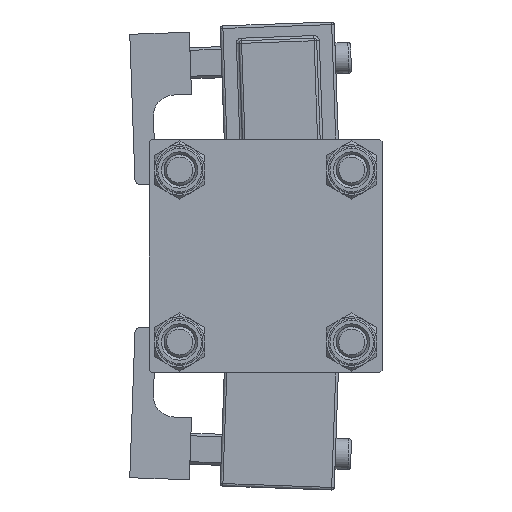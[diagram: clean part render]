
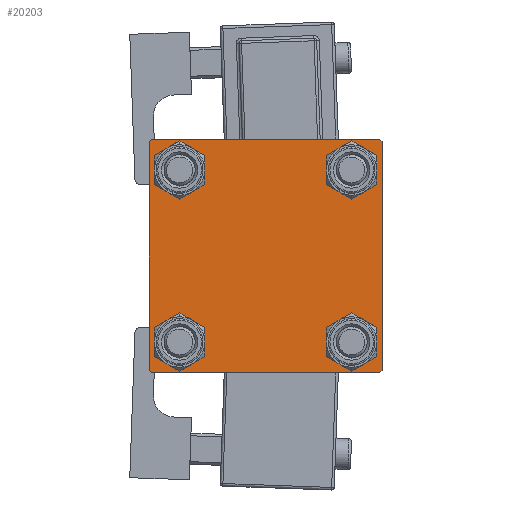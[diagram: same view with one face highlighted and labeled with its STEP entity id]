
A CAD part, left-side view. The second image highlights one B-rep face of the part: STEP entity #20203.
In plain terms, the highlighted planar face has unit normal (-1, 0, 0).
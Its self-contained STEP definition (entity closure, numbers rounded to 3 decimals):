
#496 = CARTESIAN_POINT ( 'NONE',  ( 0., -16.6, -13.1 ) ) ;
#963 = CARTESIAN_POINT ( 'NONE',  ( 0., -16.6, -16.6 ) ) ;
#1106 = EDGE_CURVE ( 'NONE', #30254, #49954, #32479, .T. ) ;
#1124 = FACE_OUTER_BOUND ( 'NONE', #17912, .T. ) ;
#1128 = EDGE_LOOP ( 'NONE', ( #42419, #44730 ) ) ;
#1924 = DIRECTION ( 'NONE',  ( 0., 0., 1. ) ) ;
#2301 = CARTESIAN_POINT ( 'NONE',  ( 0., -22.5, -22. ) ) ;
#2447 = ORIENTED_EDGE ( 'NONE', *, *, #9648, .T. ) ;
#3344 = CARTESIAN_POINT ( 'NONE',  ( 0., 16.6, -16.6 ) ) ;
#4027 = CARTESIAN_POINT ( 'NONE',  ( 0., 22.25, 22.25 ) ) ;
#4129 = VERTEX_POINT ( 'NONE', #40682 ) ;
#4163 = VECTOR ( 'NONE', #10434, 1000. ) ;
#4400 = ORIENTED_EDGE ( 'NONE', *, *, #10865, .F. ) ;
#4636 = FACE_BOUND ( 'NONE', #1128, .T. ) ;
#5990 = DIRECTION ( 'NONE',  ( 0., 0., 1. ) ) ;
#6185 = VERTEX_POINT ( 'NONE', #2301 ) ;
#6235 = CARTESIAN_POINT ( 'NONE',  ( 0., -16.6, -16.6 ) ) ;
#6289 = DIRECTION ( 'NONE',  ( 0., 0., 1. ) ) ;
#6398 = ORIENTED_EDGE ( 'NONE', *, *, #1106, .T. ) ;
#6587 = CARTESIAN_POINT ( 'NONE',  ( 0., 16.6, 20.1 ) ) ;
#6844 = EDGE_CURVE ( 'NONE', #16084, #45699, #21319, .T. ) ;
#8002 = LINE ( 'NONE', #47323, #31600 ) ;
#8250 = DIRECTION ( 'NONE',  ( 0., -0.707, -0.707 ) ) ;
#8396 = DIRECTION ( 'NONE',  ( -1., 0., 0. ) ) ;
#8594 = ORIENTED_EDGE ( 'NONE', *, *, #14918, .T. ) ;
#8612 = CIRCLE ( 'NONE', #48032, 3.5 ) ;
#8897 = EDGE_LOOP ( 'NONE', ( #29780, #8594 ) ) ;
#9648 = EDGE_CURVE ( 'NONE', #25505, #16120, #50204, .T. ) ;
#9676 = ORIENTED_EDGE ( 'NONE', *, *, #11059, .T. ) ;
#10122 = CARTESIAN_POINT ( 'NONE',  ( 0., 22.5, 22.5 ) ) ;
#10197 = ORIENTED_EDGE ( 'NONE', *, *, #37386, .T. ) ;
#10300 = CARTESIAN_POINT ( 'NONE',  ( 0., -16.6, 16.6 ) ) ;
#10308 = DIRECTION ( 'NONE',  ( 0., 0., 1. ) ) ;
#10434 = DIRECTION ( 'NONE',  ( 0., 0., -1. ) ) ;
#10865 = EDGE_CURVE ( 'NONE', #25505, #6185, #43162, .T. ) ;
#11059 = EDGE_CURVE ( 'NONE', #37235, #23409, #8002, .T. ) ;
#11346 = ORIENTED_EDGE ( 'NONE', *, *, #32512, .F. ) ;
#11648 = AXIS2_PLACEMENT_3D ( 'NONE', #3344, #15689, #30546 ) ;
#12263 = DIRECTION ( 'NONE',  ( 0., 0., 1. ) ) ;
#13205 = FACE_BOUND ( 'NONE', #46959, .T. ) ;
#13472 = DIRECTION ( 'NONE',  ( 0., 0., 1. ) ) ;
#13628 = ORIENTED_EDGE ( 'NONE', *, *, #46799, .T. ) ;
#14800 = EDGE_CURVE ( 'NONE', #30030, #25649, #8612, .T. ) ;
#14918 = EDGE_CURVE ( 'NONE', #36250, #36569, #17164, .T. ) ;
#15178 = CIRCLE ( 'NONE', #31464, 3.5 ) ;
#15689 = DIRECTION ( 'NONE',  ( 1., 0., 0. ) ) ;
#15800 = DIRECTION ( 'NONE',  ( 1., 0., 0. ) ) ;
#16032 = LINE ( 'NONE', #45003, #49251 ) ;
#16084 = VERTEX_POINT ( 'NONE', #43447 ) ;
#16120 = VERTEX_POINT ( 'NONE', #32173 ) ;
#17164 = CIRCLE ( 'NONE', #47164, 3.5 ) ;
#17481 = CARTESIAN_POINT ( 'NONE',  ( 0., 0., 0. ) ) ;
#17912 = EDGE_LOOP ( 'NONE', ( #51759, #50428, #9676, #23294, #4400, #2447, #11346, #6398 ) ) ;
#17922 = CARTESIAN_POINT ( 'NONE',  ( 0., 22.5, 22.5 ) ) ;
#18838 = CARTESIAN_POINT ( 'NONE',  ( 0., 16.6, -16.6 ) ) ;
#18969 = CARTESIAN_POINT ( 'NONE',  ( 0., -22.5, 22. ) ) ;
#19677 = VECTOR ( 'NONE', #37604, 1000. ) ;
#20203 = ADVANCED_FACE ( 'NONE', ( #13205, #49164, #29573, #4636, #1124 ), #45143, .T. ) ;
#20390 = DIRECTION ( 'NONE',  ( 0., 0.707, -0.707 ) ) ;
#20836 = DIRECTION ( 'NONE',  ( 1., 0., 0. ) ) ;
#21271 = DIRECTION ( 'NONE',  ( 1., 0., 0. ) ) ;
#21319 = CIRCLE ( 'NONE', #41862, 3.5 ) ;
#21395 = DIRECTION ( 'NONE',  ( 0., -1., 0. ) ) ;
#21916 = AXIS2_PLACEMENT_3D ( 'NONE', #963, #20836, #12263 ) ;
#23238 = CARTESIAN_POINT ( 'NONE',  ( 0., 22.5, 22. ) ) ;
#23294 = ORIENTED_EDGE ( 'NONE', *, *, #36683, .T. ) ;
#23409 = VERTEX_POINT ( 'NONE', #44952 ) ;
#23817 = CARTESIAN_POINT ( 'NONE',  ( 0., 22., 22.5 ) ) ;
#24123 = CARTESIAN_POINT ( 'NONE',  ( 0., 22., -22.5 ) ) ;
#24530 = CIRCLE ( 'NONE', #11648, 3.5 ) ;
#25074 = CARTESIAN_POINT ( 'NONE',  ( 0., 22.5, -22. ) ) ;
#25505 = VERTEX_POINT ( 'NONE', #18969 ) ;
#25649 = VERTEX_POINT ( 'NONE', #6587 ) ;
#26067 = CARTESIAN_POINT ( 'NONE',  ( 0., -22.25, 22.25 ) ) ;
#26254 = VECTOR ( 'NONE', #34319, 1000. ) ;
#26317 = CARTESIAN_POINT ( 'NONE',  ( 0., -16.6, -20.1 ) ) ;
#26495 = DIRECTION ( 'NONE',  ( 0., -1., 0. ) ) ;
#26525 = DIRECTION ( 'NONE',  ( 0., -0.707, 0.707 ) ) ;
#27664 = ORIENTED_EDGE ( 'NONE', *, *, #33171, .T. ) ;
#27959 = EDGE_LOOP ( 'NONE', ( #13628, #27664 ) ) ;
#28185 = EDGE_CURVE ( 'NONE', #49136, #37235, #16032, .T. ) ;
#28660 = CARTESIAN_POINT ( 'NONE',  ( 0., -16.6, 13.1 ) ) ;
#29573 = FACE_BOUND ( 'NONE', #27959, .T. ) ;
#29780 = ORIENTED_EDGE ( 'NONE', *, *, #45854, .T. ) ;
#30018 = DIRECTION ( 'NONE',  ( 1., 0., 0. ) ) ;
#30030 = VERTEX_POINT ( 'NONE', #40548 ) ;
#30254 = VERTEX_POINT ( 'NONE', #23817 ) ;
#30546 = DIRECTION ( 'NONE',  ( 0., 0., 1. ) ) ;
#31404 = EDGE_CURVE ( 'NONE', #49954, #49136, #38058, .T. ) ;
#31464 = AXIS2_PLACEMENT_3D ( 'NONE', #18838, #15800, #5990 ) ;
#31600 = VECTOR ( 'NONE', #21395, 1000. ) ;
#31961 = VECTOR ( 'NONE', #26525, 1000. ) ;
#32173 = CARTESIAN_POINT ( 'NONE',  ( 0., -22., 22.5 ) ) ;
#32479 = LINE ( 'NONE', #4027, #47704 ) ;
#32512 = EDGE_CURVE ( 'NONE', #30254, #16120, #50623, .T. ) ;
#33171 = EDGE_CURVE ( 'NONE', #46111, #4129, #15178, .T. ) ;
#33940 = CARTESIAN_POINT ( 'NONE',  ( 0., -16.6, 16.6 ) ) ;
#34319 = DIRECTION ( 'NONE',  ( 0., 0., -1. ) ) ;
#36250 = VERTEX_POINT ( 'NONE', #26317 ) ;
#36569 = VERTEX_POINT ( 'NONE', #496 ) ;
#36683 = EDGE_CURVE ( 'NONE', #23409, #6185, #51449, .T. ) ;
#37235 = VERTEX_POINT ( 'NONE', #24123 ) ;
#37379 = CIRCLE ( 'NONE', #46837, 3.5 ) ;
#37386 = EDGE_CURVE ( 'NONE', #45699, #16084, #51552, .T. ) ;
#37604 = DIRECTION ( 'NONE',  ( 0., 0.707, 0.707 ) ) ;
#38058 = LINE ( 'NONE', #17922, #26254 ) ;
#38674 = DIRECTION ( 'NONE',  ( 1., 0., 0. ) ) ;
#38725 = ORIENTED_EDGE ( 'NONE', *, *, #6844, .T. ) ;
#39399 = CARTESIAN_POINT ( 'NONE',  ( 0., -22.5, 22.5 ) ) ;
#40355 = CARTESIAN_POINT ( 'NONE',  ( 0., 16.6, -20.1 ) ) ;
#40548 = CARTESIAN_POINT ( 'NONE',  ( 0., 16.6, 13.1 ) ) ;
#40682 = CARTESIAN_POINT ( 'NONE',  ( 0., 16.6, -13.1 ) ) ;
#41862 = AXIS2_PLACEMENT_3D ( 'NONE', #10300, #46778, #6289 ) ;
#42419 = ORIENTED_EDGE ( 'NONE', *, *, #47596, .T. ) ;
#43069 = AXIS2_PLACEMENT_3D ( 'NONE', #17481, #8396, #13472 ) ;
#43162 = LINE ( 'NONE', #39399, #4163 ) ;
#43447 = CARTESIAN_POINT ( 'NONE',  ( 0., -16.6, 20.1 ) ) ;
#44730 = ORIENTED_EDGE ( 'NONE', *, *, #14800, .T. ) ;
#44952 = CARTESIAN_POINT ( 'NONE',  ( 0., -22., -22.5 ) ) ;
#45003 = CARTESIAN_POINT ( 'NONE',  ( 0., 22.25, -22.25 ) ) ;
#45143 = PLANE ( 'NONE',  #43069 ) ;
#45676 = CARTESIAN_POINT ( 'NONE',  ( 0., 16.6, 16.6 ) ) ;
#45699 = VERTEX_POINT ( 'NONE', #28660 ) ;
#45854 = EDGE_CURVE ( 'NONE', #36569, #36250, #48446, .T. ) ;
#46111 = VERTEX_POINT ( 'NONE', #40355 ) ;
#46378 = DIRECTION ( 'NONE',  ( 0., 0., 1. ) ) ;
#46778 = DIRECTION ( 'NONE',  ( 1., 0., 0. ) ) ;
#46799 = EDGE_CURVE ( 'NONE', #4129, #46111, #24530, .T. ) ;
#46837 = AXIS2_PLACEMENT_3D ( 'NONE', #50398, #30018, #46378 ) ;
#46959 = EDGE_LOOP ( 'NONE', ( #38725, #10197 ) ) ;
#47055 = DIRECTION ( 'NONE',  ( 1., 0., 0. ) ) ;
#47164 = AXIS2_PLACEMENT_3D ( 'NONE', #6235, #38674, #1924 ) ;
#47323 = CARTESIAN_POINT ( 'NONE',  ( 0., 22.5, -22.5 ) ) ;
#47596 = EDGE_CURVE ( 'NONE', #25649, #30030, #37379, .T. ) ;
#47704 = VECTOR ( 'NONE', #20390, 1000. ) ;
#48032 = AXIS2_PLACEMENT_3D ( 'NONE', #45676, #21271, #49427 ) ;
#48446 = CIRCLE ( 'NONE', #21916, 3.5 ) ;
#49136 = VERTEX_POINT ( 'NONE', #25074 ) ;
#49164 = FACE_BOUND ( 'NONE', #8897, .T. ) ;
#49251 = VECTOR ( 'NONE', #8250, 1000. ) ;
#49427 = DIRECTION ( 'NONE',  ( 0., 0., 1. ) ) ;
#49954 = VERTEX_POINT ( 'NONE', #23238 ) ;
#50204 = LINE ( 'NONE', #26067, #19677 ) ;
#50247 = VECTOR ( 'NONE', #26495, 1000. ) ;
#50398 = CARTESIAN_POINT ( 'NONE',  ( 0., 16.6, 16.6 ) ) ;
#50428 = ORIENTED_EDGE ( 'NONE', *, *, #28185, .T. ) ;
#50623 = LINE ( 'NONE', #10122, #50247 ) ;
#50648 = CARTESIAN_POINT ( 'NONE',  ( 0., -22.25, -22.25 ) ) ;
#50704 = AXIS2_PLACEMENT_3D ( 'NONE', #33940, #47055, #10308 ) ;
#51449 = LINE ( 'NONE', #50648, #31961 ) ;
#51552 = CIRCLE ( 'NONE', #50704, 3.5 ) ;
#51759 = ORIENTED_EDGE ( 'NONE', *, *, #31404, .T. ) ;
